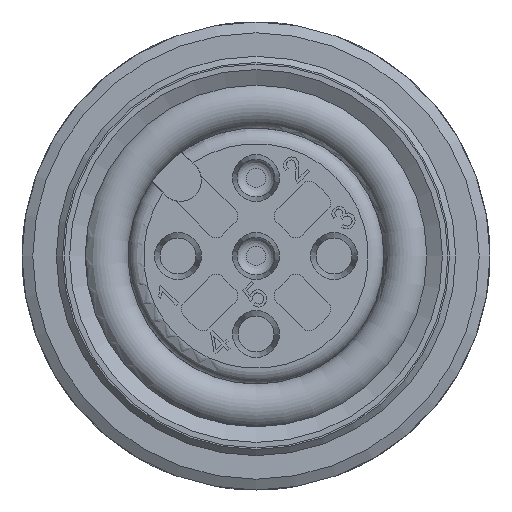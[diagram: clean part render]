
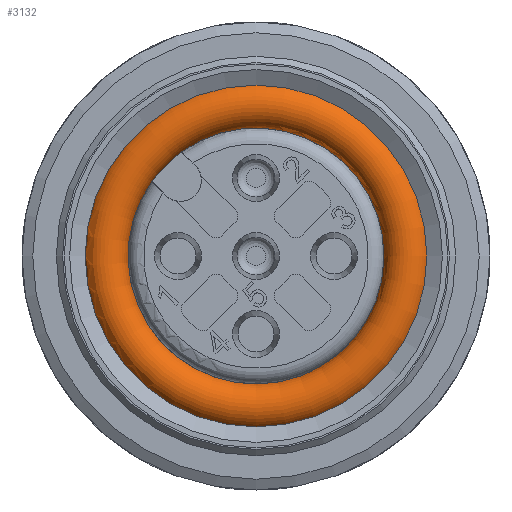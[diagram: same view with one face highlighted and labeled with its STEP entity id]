
A CAD part, left-side view. The second image highlights one B-rep face of the part: STEP entity #3132.
In plain terms, the highlighted toroidal (fillet/blend) face has major radius 4.845 mm and minor radius 0.75 mm.
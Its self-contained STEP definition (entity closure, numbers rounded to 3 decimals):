
#1933=B_SPLINE_CURVE_WITH_KNOTS('',3,(#16472,#16473,#16474,#16475,#16476,
#16477),.UNSPECIFIED.,.F.,.F.,(4,2,4),(0.,0.444,1.),
 .UNSPECIFIED.);
#1934=B_SPLINE_CURVE_WITH_KNOTS('',3,(#16487,#16488,#16489,#16490,#16491,
#16492),.UNSPECIFIED.,.F.,.F.,(4,2,4),(0.,0.41,1.),
 .UNSPECIFIED.);
#2107=TOROIDAL_SURFACE('',#10099,4.845,0.75);
#3132=ADVANCED_FACE('',(#3531,#3532,#3533),#2107,.T.);
#3531=FACE_BOUND('',#3982,.T.);
#3532=FACE_BOUND('',#3983,.T.);
#3533=FACE_BOUND('',#3984,.T.);
#3982=EDGE_LOOP('',(#5792,#5793,#5794,#5795));
#3983=EDGE_LOOP('',(#5796));
#3984=EDGE_LOOP('',(#5797));
#5792=ORIENTED_EDGE('',*,*,#8738,.F.);
#5793=ORIENTED_EDGE('',*,*,#8736,.T.);
#5794=ORIENTED_EDGE('',*,*,#8734,.F.);
#5795=ORIENTED_EDGE('',*,*,#8731,.T.);
#5796=ORIENTED_EDGE('',*,*,#8730,.F.);
#5797=ORIENTED_EDGE('',*,*,#8739,.T.);
#7580=VERTEX_POINT('',#16470);
#7581=VERTEX_POINT('',#16478);
#7582=VERTEX_POINT('',#16479);
#7583=VERTEX_POINT('',#16484);
#7584=VERTEX_POINT('',#16493);
#7585=VERTEX_POINT('',#16499);
#8730=EDGE_CURVE('',#7580,#7580,#9554,.T.);
#8731=EDGE_CURVE('',#7581,#7582,#1933,.T.);
#8734=EDGE_CURVE('',#7581,#7583,#9555,.T.);
#8736=EDGE_CURVE('',#7584,#7583,#1934,.T.);
#8738=EDGE_CURVE('',#7584,#7582,#9556,.T.);
#8739=EDGE_CURVE('',#7585,#7585,#9557,.T.);
#9554=CIRCLE('',#10090,4.723);
#9555=CIRCLE('',#10093,4.1);
#9556=CIRCLE('',#10096,4.1);
#9557=CIRCLE('',#10098,5.475);
#10090=AXIS2_PLACEMENT_3D('',#16469,#11521,#11522);
#10093=AXIS2_PLACEMENT_3D('',#16483,#11529,#11530);
#10096=AXIS2_PLACEMENT_3D('',#16496,#11537,#11538);
#10098=AXIS2_PLACEMENT_3D('',#16498,#11541,#11542);
#10099=AXIS2_PLACEMENT_3D('',#16500,#11543,#11544);
#11521=DIRECTION('',(-1.,0.,0.));
#11522=DIRECTION('',(0.,0.,-1.));
#11529=DIRECTION('',(-1.,0.,0.));
#11530=DIRECTION('',(0.,0.,-1.));
#11537=DIRECTION('',(1.,0.,0.));
#11538=DIRECTION('',(0.,0.,1.));
#11541=DIRECTION('',(-1.,0.,0.));
#11542=DIRECTION('',(0.,0.,-1.));
#11543=DIRECTION('',(1.,0.,0.));
#11544=DIRECTION('',(0.,0.,1.));
#16469=CARTESIAN_POINT('',(38.951,0.,0.));
#16470=CARTESIAN_POINT('',(38.951,0.,-4.723));
#16472=CARTESIAN_POINT('',(38.125,3.337,2.382));
#16473=CARTESIAN_POINT('',(38.15,3.335,2.38));
#16474=CARTESIAN_POINT('',(38.176,3.334,2.379));
#16475=CARTESIAN_POINT('',(38.233,3.333,2.378));
#16476=CARTESIAN_POINT('',(38.266,3.334,2.38));
#16477=CARTESIAN_POINT('',(38.297,3.337,2.382));
#16478=CARTESIAN_POINT('',(38.125,3.337,2.382));
#16479=CARTESIAN_POINT('',(38.297,3.337,2.382));
#16483=CARTESIAN_POINT('',(38.125,0.,0.));
#16484=CARTESIAN_POINT('',(38.125,2.382,3.337));
#16487=CARTESIAN_POINT('',(38.297,2.382,3.337));
#16488=CARTESIAN_POINT('',(38.274,2.38,3.335));
#16489=CARTESIAN_POINT('',(38.25,2.379,3.334));
#16490=CARTESIAN_POINT('',(38.192,2.378,3.333));
#16491=CARTESIAN_POINT('',(38.158,2.379,3.334));
#16492=CARTESIAN_POINT('',(38.125,2.382,3.337));
#16493=CARTESIAN_POINT('',(38.297,2.382,3.337));
#16496=CARTESIAN_POINT('',(38.297,0.,0.));
#16498=CARTESIAN_POINT('',(37.804,0.,0.));
#16499=CARTESIAN_POINT('',(37.804,0.,-5.475));
#16500=CARTESIAN_POINT('',(38.211,0.,0.));
